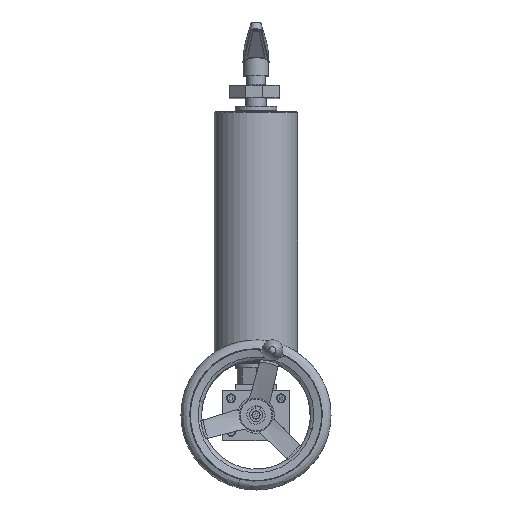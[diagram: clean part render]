
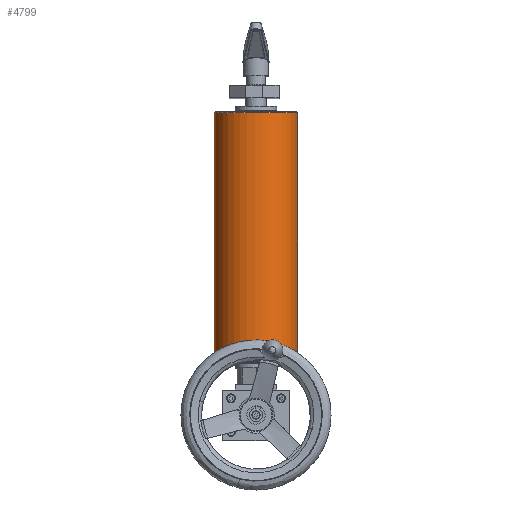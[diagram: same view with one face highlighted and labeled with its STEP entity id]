
A CAD part, top view. The second image highlights one B-rep face of the part: STEP entity #4799.
In plain terms, the highlighted cylindrical face has radius 50 mm (diameter 100 mm), a full revolution.
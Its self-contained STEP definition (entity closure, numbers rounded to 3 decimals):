
#410 = EDGE_LOOP ( 'NONE', ( #17077 ) ) ;
#1271 = EDGE_CURVE ( 'NONE', #3447, #3447, #22716, .T. ) ;
#1589 = AXIS2_PLACEMENT_3D ( 'NONE', #12871, #28460, #5189 ) ;
#3447 = VERTEX_POINT ( 'NONE', #24208 ) ;
#4799 = ADVANCED_FACE ( 'NONE', ( #17796, #20522 ), #10492, .T. ) ;
#5189 = DIRECTION ( 'NONE',  ( -0.928, 0., -0.373 ) ) ;
#10492 = CYLINDRICAL_SURFACE ( 'NONE', #1589, 50. ) ;
#11666 = DIRECTION ( 'NONE',  ( 0., 1., 0. ) ) ;
#12418 = AXIS2_PLACEMENT_3D ( 'NONE', #19177, #29188, #16317 ) ;
#12871 = CARTESIAN_POINT ( 'NONE',  ( -28.1, 170.819, 128.362 ) ) ;
#16317 = DIRECTION ( 'NONE',  ( 0.928, 0., 0.373 ) ) ;
#16701 = CARTESIAN_POINT ( 'NONE',  ( -74.485, 170.819, 109.697 ) ) ;
#17077 = ORIENTED_EDGE ( 'NONE', *, *, #1271, .T. ) ;
#17796 = FACE_OUTER_BOUND ( 'NONE', #31243, .T. ) ;
#18807 = DIRECTION ( 'NONE',  ( -0.928, 0., -0.373 ) ) ;
#19084 = VERTEX_POINT ( 'NONE', #16701 ) ;
#19177 = CARTESIAN_POINT ( 'NONE',  ( -28.1, -127.181, 128.362 ) ) ;
#19754 = EDGE_CURVE ( 'NONE', #19084, #19084, #29596, .T. ) ;
#20522 = FACE_OUTER_BOUND ( 'NONE', #410, .T. ) ;
#22716 = CIRCLE ( 'NONE', #12418, 50. ) ;
#24208 = CARTESIAN_POINT ( 'NONE',  ( 18.286, -127.181, 147.027 ) ) ;
#28460 = DIRECTION ( 'NONE',  ( 0., -1., 0. ) ) ;
#29063 = AXIS2_PLACEMENT_3D ( 'NONE', #31721, #11666, #18807 ) ;
#29188 = DIRECTION ( 'NONE',  ( 0., 1., 0. ) ) ;
#29596 = CIRCLE ( 'NONE', #29063, 50. ) ;
#30878 = ORIENTED_EDGE ( 'NONE', *, *, #19754, .F. ) ;
#31243 = EDGE_LOOP ( 'NONE', ( #30878 ) ) ;
#31721 = CARTESIAN_POINT ( 'NONE',  ( -28.1, 170.819, 128.362 ) ) ;
